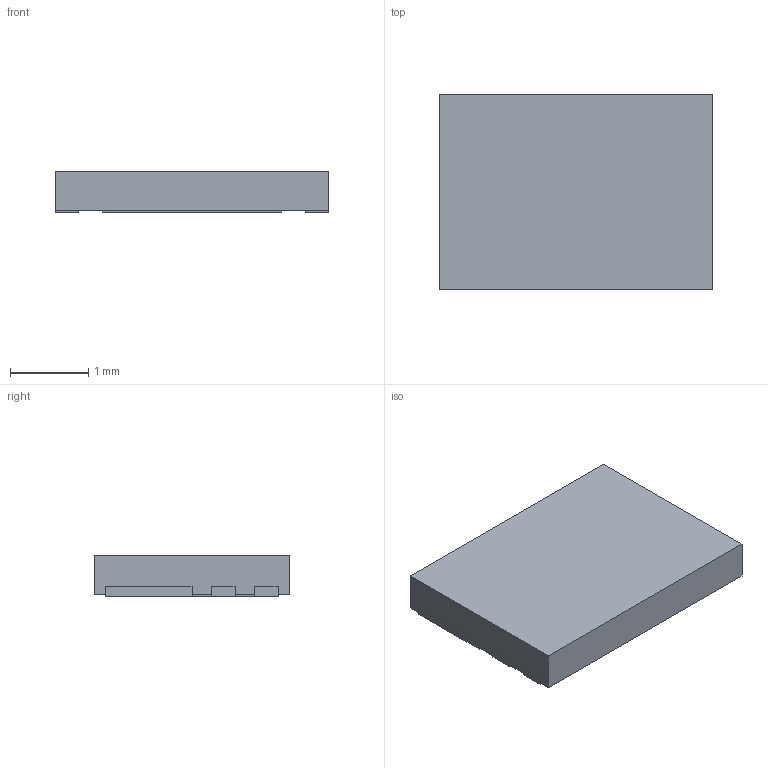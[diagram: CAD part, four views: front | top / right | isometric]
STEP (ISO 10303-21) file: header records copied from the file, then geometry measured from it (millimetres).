
FILE_DESCRIPTION(('HOOPS Exchange Step'),'2;1');
FILE_NAME('temp_export','2022-08-25T12:25:42+02:00',('mobile'),('Shapr3D Limited'),'HOOPS Exchange 2022.1','Shapr3D','Authorized');
FILE_SCHEMA( ('AP203_CONFIGURATION_CONTROLLED_3D_DESIGN_OF_MECHANICAL_PARTS_AND_ASSEMBLIES_MIM_LF') );
Length unit declared in the file: millimetre
Products named in the file (1): root
Bounding box: 3.5 x 2.5 x 0.52 mm (x, y, z)
Volume: 4.5 mm3; surface area: 27.4 mm2
Topology: 7 solids, 7 shells, 71 faces, 168 edges, 112 vertices
Faces by surface type: plane 71
Entity records: 2033 total; most frequent: CARTESIAN_POINT 352, ORIENTED_EDGE 336, DIRECTION 312, VECTOR 168, LINE 168, EDGE_CURVE 168, VERTEX_POINT 112, AXIS2_PLACEMENT_3D 72
